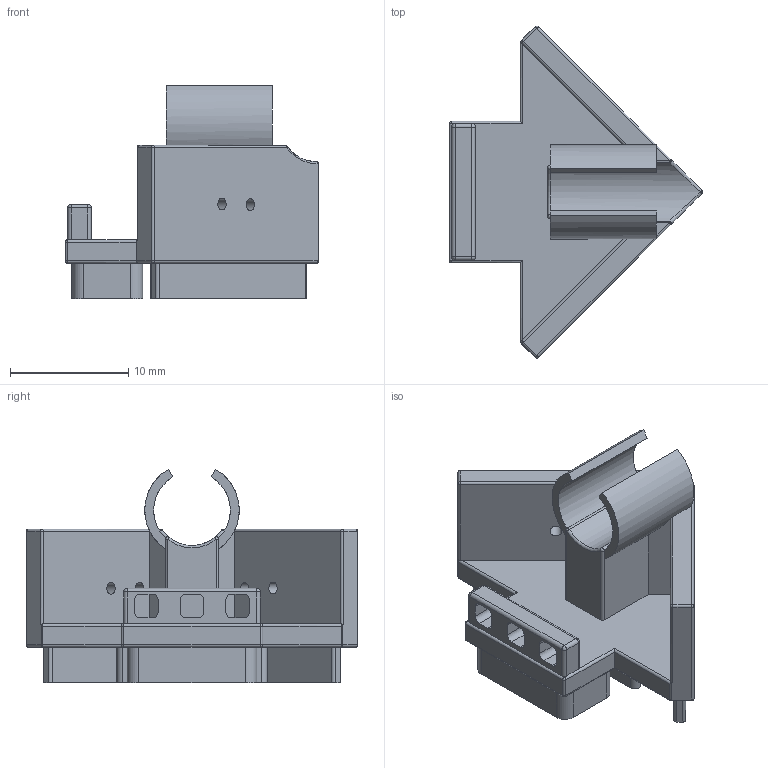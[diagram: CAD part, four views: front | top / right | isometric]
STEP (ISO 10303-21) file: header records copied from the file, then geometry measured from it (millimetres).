
FILE_DESCRIPTION(/* description */ (''),/* implementation_level */ '2;1');
FILE_NAME(/* name */ '',/* time_stamp */ '2022-11-08T19:15:38+08:00',/* author */ (''),/* organization */ (''),/* preprocessor_version */ 'ST-DEVELOPER v19.2',/* originating_system */ 'Autodesk Translation Framework v11.17.0.187',/* authorisation */ '');
FILE_SCHEMA (('AUTOMOTIVE_DESIGN { 1 0 10303 214 3 1 1 }'));
Length unit declared in the file: millimetre
Products named in the file (1): 光敏电阻安装器(终)
Bounding box: 21.47 x 28.12 x 18.08 mm (x, y, z)
Volume: 2104.2 mm3; surface area: 2229.8 mm2
Topology: 1 solids, 1 shells, 168 faces, 413 edges, 250 vertices
Faces by surface type: cylinder 80, plane 59, sphere 24, bspline 4, torus 1
Full cylindrical faces by diameter (mm): 1 x4
Entity records: 5193 total; most frequent: CARTESIAN_POINT 1090, DIRECTION 891, ORIENTED_EDGE 826, EDGE_CURVE 413, AXIS2_PLACEMENT_3D 331, VERTEX_POINT 250, LINE 229, VECTOR 229
